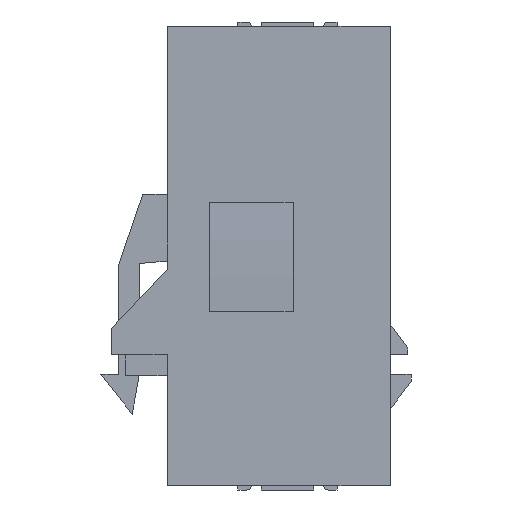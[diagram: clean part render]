
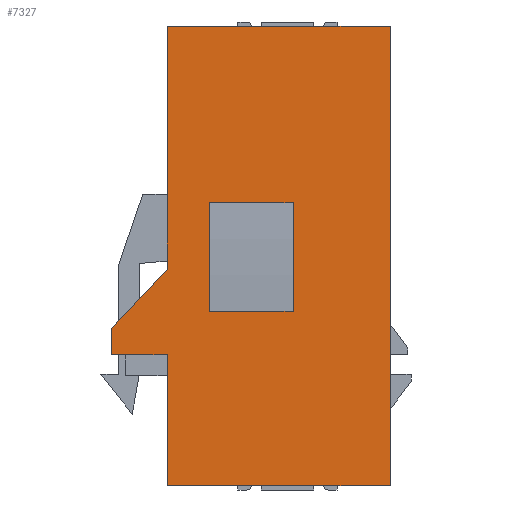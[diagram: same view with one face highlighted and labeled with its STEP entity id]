
A CAD part, left-side view. The second image highlights one B-rep face of the part: STEP entity #7327.
In plain terms, the highlighted planar face has unit normal (-1, 0, 0).
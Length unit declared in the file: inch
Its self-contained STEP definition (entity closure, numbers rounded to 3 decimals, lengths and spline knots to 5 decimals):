
#931 = CARTESIAN_POINT ( 'NONE',  ( -0.28839, 0.4789, -0.20748 ) ) ;
#1745 = VERTEX_POINT ( 'NONE', #2815 ) ;
#1755 = VECTOR ( 'NONE', #8216, 39.37008 ) ;
#2815 = CARTESIAN_POINT ( 'NONE',  ( -0.28839, 0.3189, -0.03748 ) ) ;
#5396 = LINE ( 'NONE', #22647, #39405 ) ;
#5793 = CARTESIAN_POINT ( 'NONE',  ( -0.28839, -0.3189, 0.65748 ) ) ;
#6171 = LINE ( 'NONE', #34543, #8695 ) ;
#6184 = CARTESIAN_POINT ( 'NONE',  ( -0.28839, -0.3189, -0.65748 ) ) ;
#6805 = EDGE_LOOP ( 'NONE', ( #13102, #34001, #41121, #29978 ) ) ;
#7165 = LINE ( 'NONE', #26364, #9689 ) ;
#7312 = LINE ( 'NONE', #42229, #17037 ) ;
#7327 = ADVANCED_FACE ( 'NONE', ( #15932, #11819 ), #12727, .F. ) ;
#7392 = VERTEX_POINT ( 'NONE', #22397 ) ;
#8194 = EDGE_CURVE ( 'NONE', #16644, #37965, #7312, .T. ) ;
#8216 = DIRECTION ( 'NONE',  ( 0., -1., 0. ) ) ;
#8334 = ORIENTED_EDGE ( 'NONE', *, *, #36170, .F. ) ;
#8695 = VECTOR ( 'NONE', #31217, 39.37008 ) ;
#8938 = ORIENTED_EDGE ( 'NONE', *, *, #15399, .F. ) ;
#9689 = VECTOR ( 'NONE', #30093, 39.37008 ) ;
#9861 = EDGE_CURVE ( 'NONE', #22100, #1745, #6171, .T. ) ;
#10289 = VERTEX_POINT ( 'NONE', #5793 ) ;
#11473 = VECTOR ( 'NONE', #41058, 39.37008 ) ;
#11819 = FACE_BOUND ( 'NONE', #6805, .T. ) ;
#12727 = PLANE ( 'NONE',  #32460 ) ;
#12973 = VERTEX_POINT ( 'NONE', #34085 ) ;
#13102 = ORIENTED_EDGE ( 'NONE', *, *, #35088, .F. ) ;
#13428 = VERTEX_POINT ( 'NONE', #17483 ) ;
#14185 = CARTESIAN_POINT ( 'NONE',  ( -0.28839, 0.3189, 0.65748 ) ) ;
#15399 = EDGE_CURVE ( 'NONE', #38759, #16644, #21775, .T. ) ;
#15489 = CARTESIAN_POINT ( 'NONE',  ( -0.28839, 0., 0. ) ) ;
#15932 = FACE_OUTER_BOUND ( 'NONE', #31115, .T. ) ;
#16058 = DIRECTION ( 'NONE',  ( 0., 0., -1. ) ) ;
#16644 = VERTEX_POINT ( 'NONE', #40802 ) ;
#16673 = ORIENTED_EDGE ( 'NONE', *, *, #40705, .F. ) ;
#17037 = VECTOR ( 'NONE', #38779, 39.37008 ) ;
#17130 = VECTOR ( 'NONE', #37616, 39.37008 ) ;
#17483 = CARTESIAN_POINT ( 'NONE',  ( -0.28839, 0.1989, 0.15252 ) ) ;
#17487 = VERTEX_POINT ( 'NONE', #20367 ) ;
#17988 = EDGE_CURVE ( 'NONE', #37965, #22100, #7165, .T. ) ;
#18321 = LINE ( 'NONE', #14185, #27565 ) ;
#20367 = CARTESIAN_POINT ( 'NONE',  ( -0.28839, -0.0411, 0.15252 ) ) ;
#20719 = CARTESIAN_POINT ( 'NONE',  ( -0.28839, -0.0411, -0.15748 ) ) ;
#20873 = VERTEX_POINT ( 'NONE', #6184 ) ;
#21344 = EDGE_CURVE ( 'NONE', #25494, #13428, #5396, .T. ) ;
#21355 = CARTESIAN_POINT ( 'NONE',  ( -0.28839, 0.3189, 0.65748 ) ) ;
#21456 = CARTESIAN_POINT ( 'NONE',  ( -0.28839, -0.0411, -0.15748 ) ) ;
#21704 = CARTESIAN_POINT ( 'NONE',  ( -0.28839, 0.3189, 0.65748 ) ) ;
#21727 = VECTOR ( 'NONE', #27028, 39.37008 ) ;
#21775 = LINE ( 'NONE', #21355, #17130 ) ;
#21839 = ORIENTED_EDGE ( 'NONE', *, *, #17988, .F. ) ;
#22043 = CARTESIAN_POINT ( 'NONE',  ( -0.28839, 0.1989, -0.15748 ) ) ;
#22100 = VERTEX_POINT ( 'NONE', #931 ) ;
#22397 = CARTESIAN_POINT ( 'NONE',  ( -0.28839, 0.3189, 0.65748 ) ) ;
#22599 = EDGE_CURVE ( 'NONE', #12973, #25494, #32556, .T. ) ;
#22647 = CARTESIAN_POINT ( 'NONE',  ( -0.28839, 0.1989, -0.15748 ) ) ;
#25494 = VERTEX_POINT ( 'NONE', #22043 ) ;
#25977 = EDGE_CURVE ( 'NONE', #17487, #13428, #33829, .T. ) ;
#26364 = CARTESIAN_POINT ( 'NONE',  ( -0.28839, 0.4789, -0.28248 ) ) ;
#26733 = EDGE_CURVE ( 'NONE', #1745, #7392, #18321, .T. ) ;
#27028 = DIRECTION ( 'NONE',  ( 0., 1., 0. ) ) ;
#27565 = VECTOR ( 'NONE', #37657, 39.37008 ) ;
#28377 = DIRECTION ( 'NONE',  ( 0., 1., 0. ) ) ;
#28987 = LINE ( 'NONE', #21704, #1755 ) ;
#29486 = LINE ( 'NONE', #21456, #11473 ) ;
#29978 = ORIENTED_EDGE ( 'NONE', *, *, #25977, .F. ) ;
#30093 = DIRECTION ( 'NONE',  ( 0., 0., 1. ) ) ;
#30650 = ORIENTED_EDGE ( 'NONE', *, *, #9861, .F. ) ;
#31115 = EDGE_LOOP ( 'NONE', ( #16673, #38846, #30650, #21839, #36367, #8938, #8334, #35000 ) ) ;
#31217 = DIRECTION ( 'NONE',  ( 0., -0.685, 0.728 ) ) ;
#32460 = AXIS2_PLACEMENT_3D ( 'NONE', #15489, #35781, #16058 ) ;
#32556 = LINE ( 'NONE', #20719, #21727 ) ;
#32642 = CARTESIAN_POINT ( 'NONE',  ( -0.28839, 0.3189, -0.65748 ) ) ;
#32824 = VECTOR ( 'NONE', #41588, 39.37008 ) ;
#33177 = DIRECTION ( 'NONE',  ( 0., 0., -1. ) ) ;
#33311 = CARTESIAN_POINT ( 'NONE',  ( -0.28839, -0.3189, 0.65748 ) ) ;
#33829 = LINE ( 'NONE', #41303, #32824 ) ;
#34001 = ORIENTED_EDGE ( 'NONE', *, *, #22599, .T. ) ;
#34085 = CARTESIAN_POINT ( 'NONE',  ( -0.28839, -0.0411, -0.15748 ) ) ;
#34543 = CARTESIAN_POINT ( 'NONE',  ( -0.28839, 0.4789, -0.20748 ) ) ;
#34681 = LINE ( 'NONE', #33311, #40337 ) ;
#35000 = ORIENTED_EDGE ( 'NONE', *, *, #35976, .F. ) ;
#35088 = EDGE_CURVE ( 'NONE', #12973, #17487, #29486, .T. ) ;
#35191 = CARTESIAN_POINT ( 'NONE',  ( -0.28839, 0.3189, -0.65748 ) ) ;
#35672 = LINE ( 'NONE', #35191, #40851 ) ;
#35781 = DIRECTION ( 'NONE',  ( 1., 0., 0. ) ) ;
#35976 = EDGE_CURVE ( 'NONE', #10289, #20873, #34681, .T. ) ;
#36170 = EDGE_CURVE ( 'NONE', #20873, #38759, #35672, .T. ) ;
#36367 = ORIENTED_EDGE ( 'NONE', *, *, #8194, .F. ) ;
#37616 = DIRECTION ( 'NONE',  ( 0., 0., 1. ) ) ;
#37657 = DIRECTION ( 'NONE',  ( 0., 0., 1. ) ) ;
#37965 = VERTEX_POINT ( 'NONE', #40332 ) ;
#38759 = VERTEX_POINT ( 'NONE', #32642 ) ;
#38779 = DIRECTION ( 'NONE',  ( 0., 1., 0. ) ) ;
#38846 = ORIENTED_EDGE ( 'NONE', *, *, #26733, .F. ) ;
#39405 = VECTOR ( 'NONE', #42545, 39.37008 ) ;
#40332 = CARTESIAN_POINT ( 'NONE',  ( -0.28839, 0.4789, -0.28248 ) ) ;
#40337 = VECTOR ( 'NONE', #33177, 39.37008 ) ;
#40705 = EDGE_CURVE ( 'NONE', #7392, #10289, #28987, .T. ) ;
#40802 = CARTESIAN_POINT ( 'NONE',  ( -0.28839, 0.3189, -0.28248 ) ) ;
#40851 = VECTOR ( 'NONE', #28377, 39.37008 ) ;
#41058 = DIRECTION ( 'NONE',  ( 0., 0., 1. ) ) ;
#41121 = ORIENTED_EDGE ( 'NONE', *, *, #21344, .T. ) ;
#41303 = CARTESIAN_POINT ( 'NONE',  ( -0.28839, -0.0411, 0.15252 ) ) ;
#41588 = DIRECTION ( 'NONE',  ( 0., 1., 0. ) ) ;
#42229 = CARTESIAN_POINT ( 'NONE',  ( -0.28839, 0.3189, -0.28248 ) ) ;
#42545 = DIRECTION ( 'NONE',  ( 0., 0., 1. ) ) ;
